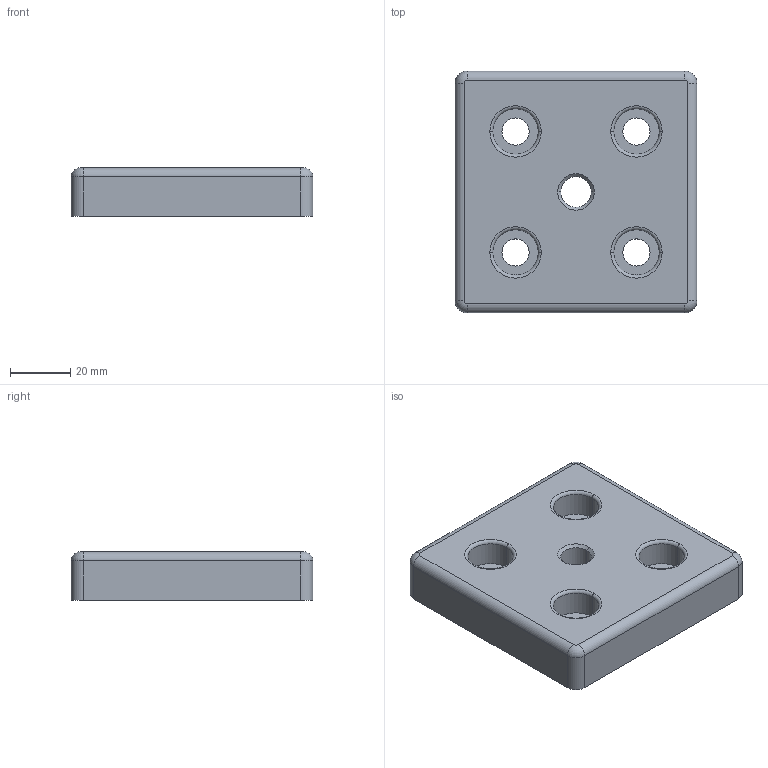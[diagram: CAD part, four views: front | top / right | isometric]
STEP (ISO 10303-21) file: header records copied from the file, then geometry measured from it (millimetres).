
FILE_DESCRIPTION(('STEP AP214'),'1');
FILE_NAME('fath_093t80801208s.stp','2017-10-10T09:53:01',('TraceParts'),('TraceParts S.A.'),'Spatial InterOp 3D',' ',' ');
FILE_SCHEMA(('automotive_design'));
Length unit declared in the file: millimetre
Products named in the file (1): fath_093t80801208s
Bounding box: 80 x 80 x 16 mm (x, y, z)
Volume: 58949.5 mm3; surface area: 29164.6 mm2
Topology: 1 solids, 1 shells, 280 faces, 666 edges, 370 vertices
Faces by surface type: cylinder 142, plane 50, sphere 42, torus 36, bspline 8, cone 2
Entity records: 10515 total; most frequent: CARTESIAN_POINT 1776, DIRECTION 1528, ORIENTED_EDGE 1272, AXIS2_PLACEMENT_3D 638, EDGE_CURVE 636, VERTEX_POINT 370, CIRCLE 365, EDGE_LOOP 302
